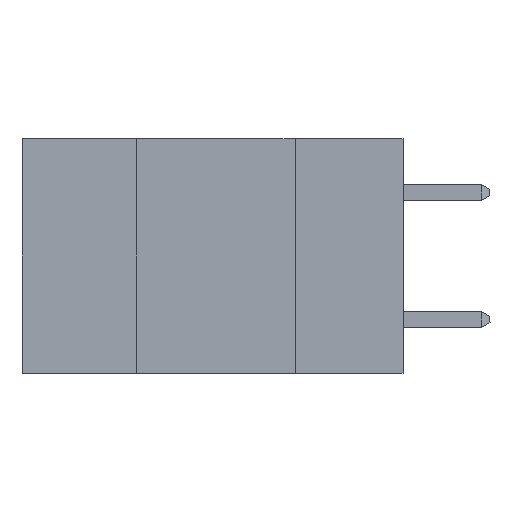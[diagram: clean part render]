
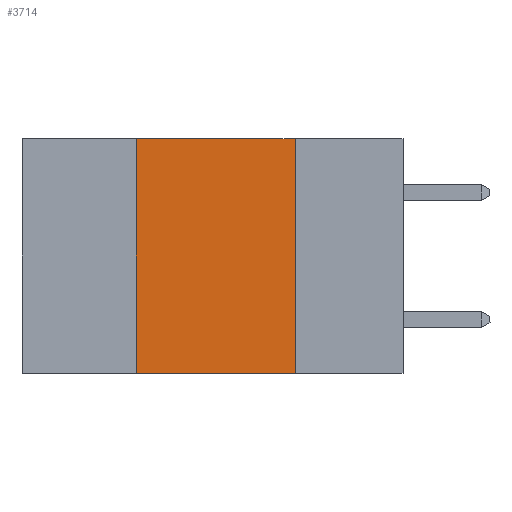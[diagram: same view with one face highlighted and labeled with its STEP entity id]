
A CAD part, left-side view. The second image highlights one B-rep face of the part: STEP entity #3714.
In plain terms, the highlighted planar face has unit normal (-1, 0, 0).
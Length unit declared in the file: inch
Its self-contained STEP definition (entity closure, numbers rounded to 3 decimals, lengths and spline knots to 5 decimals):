
#1529 = DIRECTION ( 'NONE',  ( 0., 0., 1. ) ) ;
#1606 = DIRECTION ( 'NONE',  ( 0., -1., 0. ) ) ;
#2396 = FACE_OUTER_BOUND ( 'NONE', #6520, .T. ) ;
#2926 = DIRECTION ( 'NONE',  ( 0., -1., 0. ) ) ;
#3593 = VECTOR ( 'NONE', #2926, 39.37008 ) ;
#3714 = ADVANCED_FACE ( 'NONE', ( #2396 ), #11228, .F. ) ;
#4395 = VECTOR ( 'NONE', #1606, 39.37008 ) ;
#4567 = CARTESIAN_POINT ( 'NONE',  ( 0., 0.6, 0. ) ) ;
#5318 = VERTEX_POINT ( 'NONE', #12131 ) ;
#5476 = VERTEX_POINT ( 'NONE', #14048 ) ;
#5541 = ORIENTED_EDGE ( 'NONE', *, *, #12645, .F. ) ;
#5658 = EDGE_CURVE ( 'NONE', #20045, #5318, #9248, .T. ) ;
#6048 = ORIENTED_EDGE ( 'NONE', *, *, #19395, .F. ) ;
#6239 = LINE ( 'NONE', #6351, #18332 ) ;
#6351 = CARTESIAN_POINT ( 'NONE',  ( 0., 0.17, 0. ) ) ;
#6520 = EDGE_LOOP ( 'NONE', ( #17168, #5541, #6048, #10353 ) ) ;
#7020 = VECTOR ( 'NONE', #1529, 39.37008 ) ;
#7267 = CARTESIAN_POINT ( 'NONE',  ( 0., 0.17, 0. ) ) ;
#7994 = DIRECTION ( 'NONE',  ( 0., 0., -1. ) ) ;
#8088 = DIRECTION ( 'NONE',  ( 1., 0., 0. ) ) ;
#9248 = LINE ( 'NONE', #12878, #4395 ) ;
#9647 = CARTESIAN_POINT ( 'NONE',  ( 0., 0.42, 0. ) ) ;
#10353 = ORIENTED_EDGE ( 'NONE', *, *, #5658, .T. ) ;
#10878 = VERTEX_POINT ( 'NONE', #7267 ) ;
#11135 = CARTESIAN_POINT ( 'NONE',  ( 0., 0.42, -0.37 ) ) ;
#11228 = PLANE ( 'NONE',  #15323 ) ;
#12131 = CARTESIAN_POINT ( 'NONE',  ( 0., 0.17, -0.37 ) ) ;
#12645 = EDGE_CURVE ( 'NONE', #5476, #10878, #16289, .T. ) ;
#12878 = CARTESIAN_POINT ( 'NONE',  ( 0., 0.6, -0.37 ) ) ;
#14048 = CARTESIAN_POINT ( 'NONE',  ( 0., 0.42, 0. ) ) ;
#14964 = LINE ( 'NONE', #9647, #7020 ) ;
#15323 = AXIS2_PLACEMENT_3D ( 'NONE', #17474, #8088, #19052 ) ;
#16289 = LINE ( 'NONE', #4567, #3593 ) ;
#17168 = ORIENTED_EDGE ( 'NONE', *, *, #20060, .F. ) ;
#17474 = CARTESIAN_POINT ( 'NONE',  ( 0., 0.6, 0. ) ) ;
#18332 = VECTOR ( 'NONE', #7994, 39.37008 ) ;
#19052 = DIRECTION ( 'NONE',  ( 0., 0., -1. ) ) ;
#19395 = EDGE_CURVE ( 'NONE', #20045, #5476, #14964, .T. ) ;
#20045 = VERTEX_POINT ( 'NONE', #11135 ) ;
#20060 = EDGE_CURVE ( 'NONE', #10878, #5318, #6239, .T. ) ;
